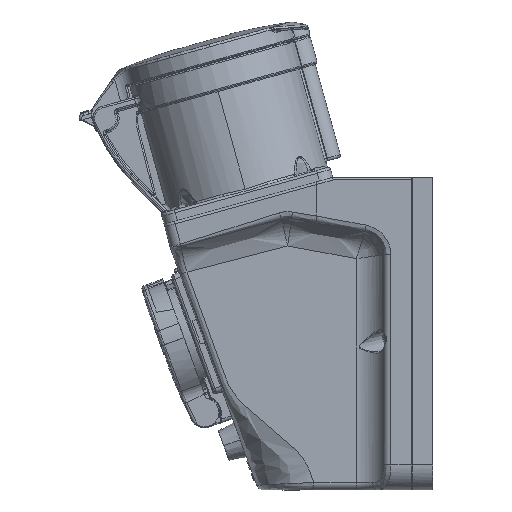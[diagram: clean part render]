
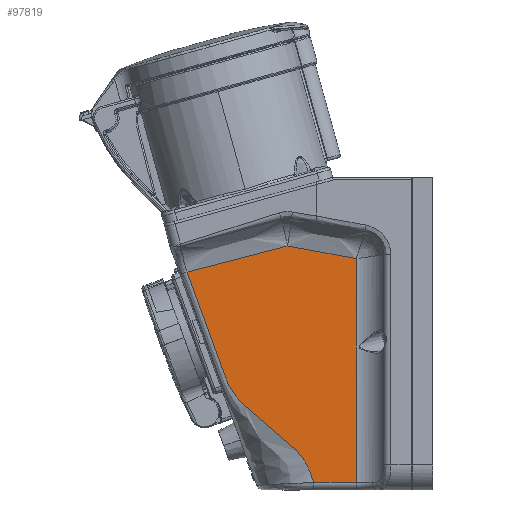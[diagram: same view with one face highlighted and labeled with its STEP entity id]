
A CAD part, left-side view. The second image highlights one B-rep face of the part: STEP entity #97819.
In plain terms, the highlighted planar face has unit normal (-1, 0.009, 0).
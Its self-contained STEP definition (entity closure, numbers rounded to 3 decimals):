
#2326 = ORIENTED_EDGE ( 'NONE', *, *, #59630, .T. ) ;
#3485 = CARTESIAN_POINT ( 'NONE',  ( -29.973, 77.355, -95.254 ) ) ;
#5470 = VECTOR ( 'NONE', #25250, 1000. ) ;
#6514 = EDGE_CURVE ( 'NONE', #112638, #43149, #108870, .T. ) ;
#8893 = EDGE_CURVE ( 'NONE', #69920, #112638, #61161, .T. ) ;
#9057 = DIRECTION ( 'NONE',  ( 0., 0., 1. ) ) ;
#10491 = PLANE ( 'NONE',  #75031 ) ;
#12961 = CARTESIAN_POINT ( 'NONE',  ( -30.227, 49.203, -117.521 ) ) ;
#18798 = CARTESIAN_POINT ( 'NONE',  ( -30.395, 30.63, -32.481 ) ) ;
#19960 = DIRECTION ( 'NONE',  ( -1., 0.009, 0. ) ) ;
#22491 = CARTESIAN_POINT ( 'NONE',  ( -30.237, 48.116, -120.507 ) ) ;
#25250 = DIRECTION ( 'NONE',  ( -0.009, -1., 0. ) ) ;
#29106 = CARTESIAN_POINT ( 'NONE',  ( -29.784, 98.254, -37.834 ) ) ;
#29381 = ORIENTED_EDGE ( 'NONE', *, *, #8893, .T. ) ;
#31075 = B_SPLINE_CURVE_WITH_KNOTS ( 'NONE', 3,
 ( #82526, #72618, #44812, #110950 ),
 .UNSPECIFIED., .F., .F.,
 ( 4, 4 ),
 ( 0., 0.028 ),
 .UNSPECIFIED. ) ;
#32800 = CARTESIAN_POINT ( 'NONE',  ( -30.147, 58.054, -27.388 ) ) ;
#43149 = VERTEX_POINT ( 'NONE', #68112 ) ;
#43845 = CARTESIAN_POINT ( 'NONE',  ( -30.5, 19., -122. ) ) ;
#44812 = CARTESIAN_POINT ( 'NONE',  ( -30.23, 48.916, -29.108 ) ) ;
#51870 = CARTESIAN_POINT ( 'NONE',  ( -29.784, 98.254, -37.834 ) ) ;
#54917 = VERTEX_POINT ( 'NONE', #71486 ) ;
#57233 = CARTESIAN_POINT ( 'NONE',  ( -30.5, 19., -22.5 ) ) ;
#59630 = EDGE_CURVE ( 'NONE', #103771, #69920, #31075, .T. ) ;
#60156 = CARTESIAN_POINT ( 'NONE',  ( -29.926, 82.58, -80.899 ) ) ;
#61161 = B_SPLINE_CURVE_WITH_KNOTS ( 'NONE', 3,
 ( #32800, #99022, #108472, #51870 ),
 .UNSPECIFIED., .F., .F.,
 ( 4, 4 ),
 ( 0., 0.042 ),
 .UNSPECIFIED. ) ;
#61882 = EDGE_LOOP ( 'NONE', ( #88123, #90215, #90269, #2326, #29381 ) ) ;
#65721 = CARTESIAN_POINT ( 'NONE',  ( -30.395, 30.63, -22.5 ) ) ;
#68112 = CARTESIAN_POINT ( 'NONE',  ( -30.242, 47.573, -122. ) ) ;
#69711 = CARTESIAN_POINT ( 'NONE',  ( -30.18, 54.428, -103.166 ) ) ;
#69920 = VERTEX_POINT ( 'NONE', #115976 ) ;
#71486 = CARTESIAN_POINT ( 'NONE',  ( -30.395, 30.63, -122. ) ) ;
#72110 = LINE ( 'NONE', #43845, #5470 ) ;
#72340 = EDGE_CURVE ( 'NONE', #43149, #54917, #72110, .T. ) ;
#72618 = CARTESIAN_POINT ( 'NONE',  ( -30.312, 39.775, -30.805 ) ) ;
#75031 = AXIS2_PLACEMENT_3D ( 'NONE', #57233, #19960, #86202 ) ;
#78251 = LINE ( 'NONE', #65721, #94457 ) ;
#79218 = CARTESIAN_POINT ( 'NONE',  ( -30.232, 48.66, -119.014 ) ) ;
#82526 = CARTESIAN_POINT ( 'NONE',  ( -30.395, 30.63, -32.481 ) ) ;
#86202 = DIRECTION ( 'NONE',  ( 0.009, 1., 0. ) ) ;
#88123 = ORIENTED_EDGE ( 'NONE', *, *, #6514, .T. ) ;
#88734 = CARTESIAN_POINT ( 'NONE',  ( -30.242, 47.573, -122. ) ) ;
#89161 = EDGE_CURVE ( 'NONE', #54917, #103771, #78251, .T. ) ;
#90215 = ORIENTED_EDGE ( 'NONE', *, *, #72340, .T. ) ;
#90269 = ORIENTED_EDGE ( 'NONE', *, *, #89161, .T. ) ;
#94457 = VECTOR ( 'NONE', #9057, 1000. ) ;
#97819 = ADVANCED_FACE ( 'NONE', ( #105385 ), #10491, .T. ) ;
#99022 = CARTESIAN_POINT ( 'NONE',  ( -30.026, 71.44, -30.922 ) ) ;
#103771 = VERTEX_POINT ( 'NONE', #18798 ) ;
#105385 = FACE_OUTER_BOUND ( 'NONE', #61882, .T. ) ;
#106837 = CARTESIAN_POINT ( 'NONE',  ( -29.878, 87.805, -66.544 ) ) ;
#107230 = CARTESIAN_POINT ( 'NONE',  ( -29.831, 93.03, -52.189 ) ) ;
#108472 = CARTESIAN_POINT ( 'NONE',  ( -29.905, 84.84, -34.407 ) ) ;
#108870 = B_SPLINE_CURVE_WITH_KNOTS ( 'NONE', 3,
 ( #116700, #107230, #106837, #60156, #3485, #69711, #12961, #79218, #22491, #88734 ),
 .UNSPECIFIED., .F., .F.,
 ( 4, 3, 3, 4 ),
 ( 0., 0.153, 0.307, 0.323 ),
 .UNSPECIFIED. ) ;
#110950 = CARTESIAN_POINT ( 'NONE',  ( -30.147, 58.054, -27.388 ) ) ;
#112638 = VERTEX_POINT ( 'NONE', #29106 ) ;
#115976 = CARTESIAN_POINT ( 'NONE',  ( -30.147, 58.054, -27.388 ) ) ;
#116700 = CARTESIAN_POINT ( 'NONE',  ( -29.784, 98.254, -37.834 ) ) ;
